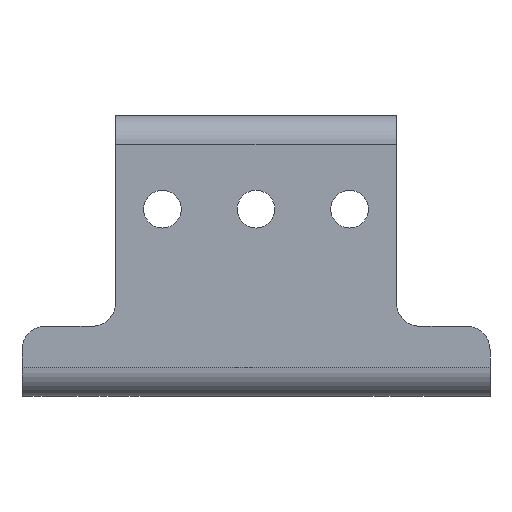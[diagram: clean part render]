
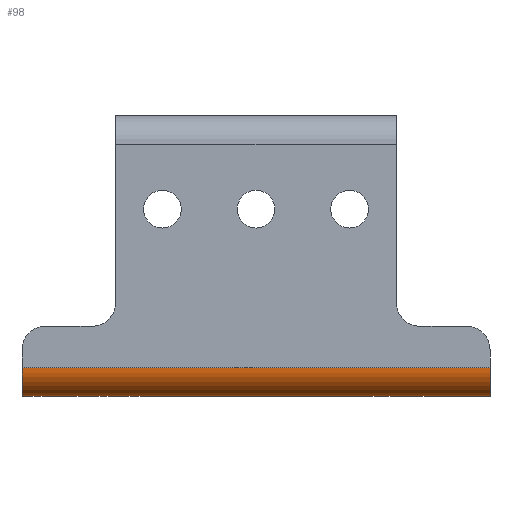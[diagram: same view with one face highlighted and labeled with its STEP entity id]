
A CAD part, front view. The second image highlights one B-rep face of the part: STEP entity #98.
In plain terms, the highlighted cylindrical face has radius 3.912 mm (diameter 7.823 mm), a partial arc.
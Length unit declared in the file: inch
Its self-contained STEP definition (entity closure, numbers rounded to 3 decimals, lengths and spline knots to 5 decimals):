
#23 = DIRECTION ( 'NONE',  ( 0., -1., 0. ) ) ;
#98 = ADVANCED_FACE ( 'NONE', ( #1922 ), #1090, .T. ) ;
#256 = CIRCLE ( 'NONE', #525, 0.154 ) ;
#384 = DIRECTION ( 'NONE',  ( -1., 0., 0. ) ) ;
#400 = CARTESIAN_POINT ( 'NONE',  ( 2.25, -1.971, 0.029 ) ) ;
#402 = CARTESIAN_POINT ( 'NONE',  ( 2.25, -1.971, -0.125 ) ) ;
#525 = AXIS2_PLACEMENT_3D ( 'NONE', #1206, #1863, #2054 ) ;
#529 = VERTEX_POINT ( 'NONE', #402 ) ;
#605 = AXIS2_PLACEMENT_3D ( 'NONE', #1485, #1903, #23 ) ;
#747 = CIRCLE ( 'NONE', #2307, 0.154 ) ;
#800 = ORIENTED_EDGE ( 'NONE', *, *, #1975, .F. ) ;
#817 = DIRECTION ( 'NONE',  ( 0., 0., -1. ) ) ;
#826 = ORIENTED_EDGE ( 'NONE', *, *, #1845, .T. ) ;
#933 = CARTESIAN_POINT ( 'NONE',  ( -0.25, -2.125, 0.029 ) ) ;
#1090 = CYLINDRICAL_SURFACE ( 'NONE', #605, 0.154 ) ;
#1206 = CARTESIAN_POINT ( 'NONE',  ( -0.25, -1.971, 0.029 ) ) ;
#1345 = VERTEX_POINT ( 'NONE', #2588 ) ;
#1349 = DIRECTION ( 'NONE',  ( -1., 0., 0. ) ) ;
#1485 = CARTESIAN_POINT ( 'NONE',  ( 2.25, -1.971, 0.029 ) ) ;
#1524 = CARTESIAN_POINT ( 'NONE',  ( -0.25, -1.971, -0.125 ) ) ;
#1528 = CARTESIAN_POINT ( 'NONE',  ( -0.25, -2.125, 0.029 ) ) ;
#1557 = VECTOR ( 'NONE', #384, 39.37008 ) ;
#1662 = CARTESIAN_POINT ( 'NONE',  ( 2.25, -1.971, -0.125 ) ) ;
#1813 = DIRECTION ( 'NONE',  ( 1., 0., 0. ) ) ;
#1845 = EDGE_CURVE ( 'NONE', #1345, #2449, #2200, .T. ) ;
#1846 = ORIENTED_EDGE ( 'NONE', *, *, #1920, .F. ) ;
#1863 = DIRECTION ( 'NONE',  ( -1., 0., 0. ) ) ;
#1883 = VERTEX_POINT ( 'NONE', #1524 ) ;
#1903 = DIRECTION ( 'NONE',  ( 1., 0., 0. ) ) ;
#1920 = EDGE_CURVE ( 'NONE', #1345, #529, #747, .T. ) ;
#1922 = FACE_OUTER_BOUND ( 'NONE', #2029, .T. ) ;
#1975 = EDGE_CURVE ( 'NONE', #529, #1883, #2698, .T. ) ;
#1999 = VECTOR ( 'NONE', #1349, 39.37008 ) ;
#2003 = ORIENTED_EDGE ( 'NONE', *, *, #2367, .F. ) ;
#2029 = EDGE_LOOP ( 'NONE', ( #800, #1846, #826, #2003 ) ) ;
#2054 = DIRECTION ( 'NONE',  ( 0., 0., -1. ) ) ;
#2200 = LINE ( 'NONE', #933, #1999 ) ;
#2307 = AXIS2_PLACEMENT_3D ( 'NONE', #400, #1813, #817 ) ;
#2367 = EDGE_CURVE ( 'NONE', #1883, #2449, #256, .T. ) ;
#2449 = VERTEX_POINT ( 'NONE', #1528 ) ;
#2588 = CARTESIAN_POINT ( 'NONE',  ( 2.25, -2.125, 0.029 ) ) ;
#2698 = LINE ( 'NONE', #1662, #1557 ) ;
